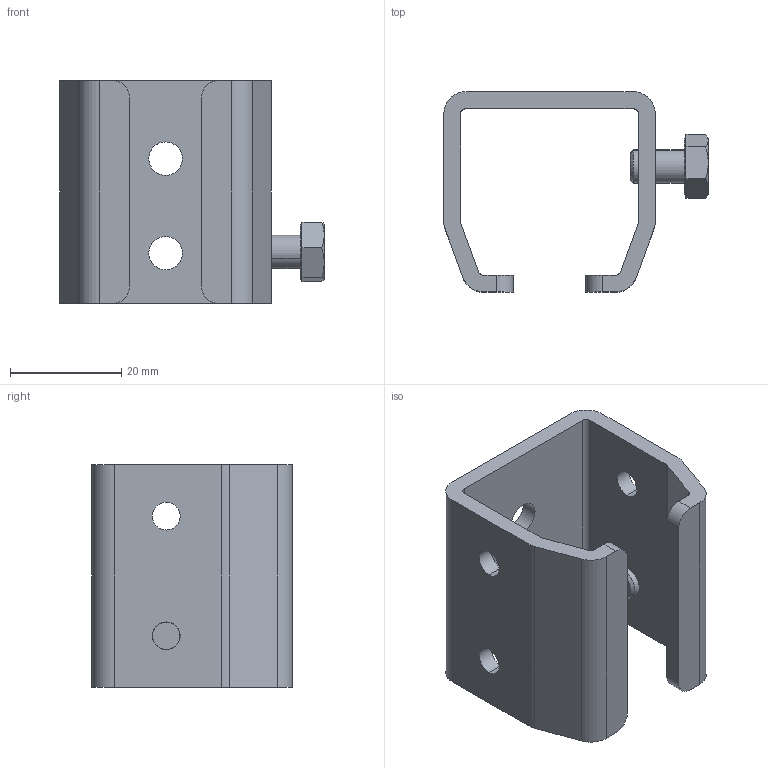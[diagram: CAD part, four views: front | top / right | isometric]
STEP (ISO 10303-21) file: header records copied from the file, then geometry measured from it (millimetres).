
FILE_DESCRIPTION (( 'STEP AP203' ), '1' );
FILE_NAME ('21.B00_B50.STEP', '2018-03-16T10:13:08', ( '' ), ( '' ), 'SwSTEP 2.0', 'SolidWorks 2017', '' );
FILE_SCHEMA (( 'CONFIG_CONTROL_DESIGN' ));
Length unit declared in the file: millimetre
Products named in the file (3): m6x10; 21.B00_B50; 21.B00_B045
Assembly tree (2 placements, depth 2):
  21.B00_B50
    21.B00_B045
    m6x10
Bounding box: 47.5 x 36 x 40 mm (x, y, z)
Volume: 13830.7 mm3; surface area: 10494.1 mm2
Topology: 2 solids, 2 shells, 73 faces, 188 edges, 120 vertices
Faces by surface type: plane 33, cylinder 32, cone 8
Entity records: 2595 total; most frequent: CARTESIAN_POINT 446, DIRECTION 408, ORIENTED_EDGE 376, EDGE_CURVE 188, AXIS2_PLACEMENT_3D 154, VERTEX_POINT 120, VECTOR 100, LINE 100
